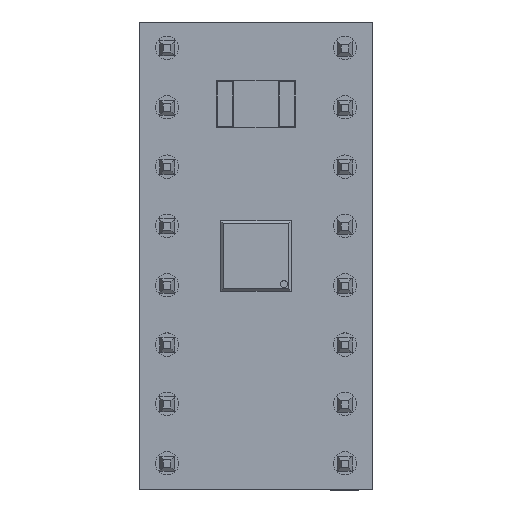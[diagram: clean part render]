
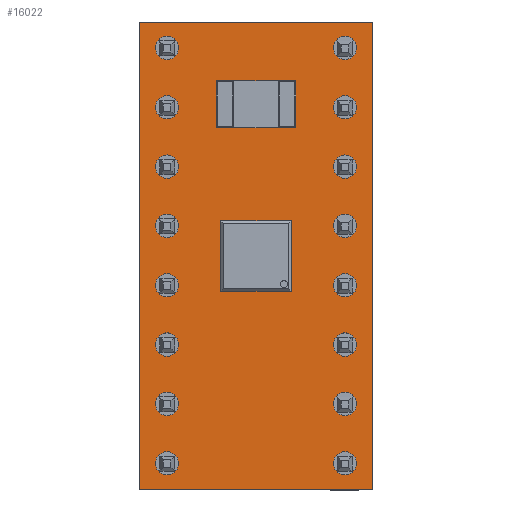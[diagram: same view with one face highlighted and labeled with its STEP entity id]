
A CAD part, top view. The second image highlights one B-rep face of the part: STEP entity #16022.
In plain terms, the highlighted planar face has unit normal (0, 0, 1).
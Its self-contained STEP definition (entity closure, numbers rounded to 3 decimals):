
#15375 = VERTEX_POINT('',#15376);
#15376 = CARTESIAN_POINT('',(-0.51,-5.06,3.53)
  );
#15392 = EDGE_CURVE('',#15375,#15375,#15393,.T.);
#15393 = CIRCLE('',#15394,0.5);
#15394 = AXIS2_PLACEMENT_3D('',#15395,#15396,#15397);
#15395 = CARTESIAN_POINT('',(-0.01,-5.06,
    3.53));
#15396 = DIRECTION('',(0.,-0.,-1.));
#15397 = DIRECTION('',(1.,0.,0.));
#15408 = VERTEX_POINT('',#15409);
#15409 = CARTESIAN_POINT('',(-0.51,-15.22,3.53)
  );
#15425 = EDGE_CURVE('',#15408,#15408,#15426,.T.);
#15426 = CIRCLE('',#15427,0.5);
#15427 = AXIS2_PLACEMENT_3D('',#15428,#15429,#15430);
#15428 = CARTESIAN_POINT('',(-0.01,-15.22,
    3.53));
#15429 = DIRECTION('',(0.,-0.,-1.));
#15430 = DIRECTION('',(1.,0.,0.));
#15441 = VERTEX_POINT('',#15442);
#15442 = CARTESIAN_POINT('',(7.11,-5.06,3.53));
#15458 = EDGE_CURVE('',#15441,#15441,#15459,.T.);
#15459 = CIRCLE('',#15460,0.5);
#15460 = AXIS2_PLACEMENT_3D('',#15461,#15462,#15463);
#15461 = CARTESIAN_POINT('',(7.61,-5.06,3.53));
#15462 = DIRECTION('',(0.,-0.,-1.));
#15463 = DIRECTION('',(1.,0.,0.));
#15474 = VERTEX_POINT('',#15475);
#15475 = CARTESIAN_POINT('',(7.11,-15.22,3.53));
#15491 = EDGE_CURVE('',#15474,#15474,#15492,.T.);
#15492 = CIRCLE('',#15493,0.5);
#15493 = AXIS2_PLACEMENT_3D('',#15494,#15495,#15496);
#15494 = CARTESIAN_POINT('',(7.61,-15.22,3.53));
#15495 = DIRECTION('',(0.,-0.,-1.));
#15496 = DIRECTION('',(1.,0.,0.));
#15507 = VERTEX_POINT('',#15508);
#15508 = CARTESIAN_POINT('',(7.11,-12.68,3.53));
#15524 = EDGE_CURVE('',#15507,#15507,#15525,.T.);
#15525 = CIRCLE('',#15526,0.5);
#15526 = AXIS2_PLACEMENT_3D('',#15527,#15528,#15529);
#15527 = CARTESIAN_POINT('',(7.61,-12.68,3.53));
#15528 = DIRECTION('',(0.,-0.,-1.));
#15529 = DIRECTION('',(1.,0.,0.));
#15540 = VERTEX_POINT('',#15541);
#15541 = CARTESIAN_POINT('',(7.11,-2.52,3.53));
#15557 = EDGE_CURVE('',#15540,#15540,#15558,.T.);
#15558 = CIRCLE('',#15559,0.5);
#15559 = AXIS2_PLACEMENT_3D('',#15560,#15561,#15562);
#15560 = CARTESIAN_POINT('',(7.61,-2.52,3.53));
#15561 = DIRECTION('',(0.,-0.,-1.));
#15562 = DIRECTION('',(1.,0.,0.));
#15573 = VERTEX_POINT('',#15574);
#15574 = CARTESIAN_POINT('',(-0.51,-12.68,3.53)
  );
#15590 = EDGE_CURVE('',#15573,#15573,#15591,.T.);
#15591 = CIRCLE('',#15592,0.5);
#15592 = AXIS2_PLACEMENT_3D('',#15593,#15594,#15595);
#15593 = CARTESIAN_POINT('',(-0.01,-12.68,
    3.53));
#15594 = DIRECTION('',(0.,-0.,-1.));
#15595 = DIRECTION('',(1.,0.,0.));
#15606 = VERTEX_POINT('',#15607);
#15607 = CARTESIAN_POINT('',(-0.51,-2.52,3.53)
  );
#15623 = EDGE_CURVE('',#15606,#15606,#15624,.T.);
#15624 = CIRCLE('',#15625,0.5);
#15625 = AXIS2_PLACEMENT_3D('',#15626,#15627,#15628);
#15626 = CARTESIAN_POINT('',(-0.01,-2.52,
    3.53));
#15627 = DIRECTION('',(0.,-0.,-1.));
#15628 = DIRECTION('',(1.,0.,0.));
#15639 = VERTEX_POINT('',#15640);
#15640 = CARTESIAN_POINT('',(-0.51,-7.6,3.53)
  );
#15656 = EDGE_CURVE('',#15639,#15639,#15657,.T.);
#15657 = CIRCLE('',#15658,0.5);
#15658 = AXIS2_PLACEMENT_3D('',#15659,#15660,#15661);
#15659 = CARTESIAN_POINT('',(-0.01,-7.6,
    3.53));
#15660 = DIRECTION('',(0.,-0.,-1.));
#15661 = DIRECTION('',(1.,0.,0.));
#15672 = VERTEX_POINT('',#15673);
#15673 = CARTESIAN_POINT('',(-0.51,-17.76,3.53)
  );
#15689 = EDGE_CURVE('',#15672,#15672,#15690,.T.);
#15690 = CIRCLE('',#15691,0.5);
#15691 = AXIS2_PLACEMENT_3D('',#15692,#15693,#15694);
#15692 = CARTESIAN_POINT('',(-0.01,-17.76,
    3.53));
#15693 = DIRECTION('',(0.,-0.,-1.));
#15694 = DIRECTION('',(1.,0.,0.));
#15705 = VERTEX_POINT('',#15706);
#15706 = CARTESIAN_POINT('',(7.11,-7.6,3.53));
#15722 = EDGE_CURVE('',#15705,#15705,#15723,.T.);
#15723 = CIRCLE('',#15724,0.5);
#15724 = AXIS2_PLACEMENT_3D('',#15725,#15726,#15727);
#15725 = CARTESIAN_POINT('',(7.61,-7.6,3.53));
#15726 = DIRECTION('',(0.,-0.,-1.));
#15727 = DIRECTION('',(1.,0.,0.));
#15738 = VERTEX_POINT('',#15739);
#15739 = CARTESIAN_POINT('',(7.11,-17.76,3.53));
#15755 = EDGE_CURVE('',#15738,#15738,#15756,.T.);
#15756 = CIRCLE('',#15757,0.5);
#15757 = AXIS2_PLACEMENT_3D('',#15758,#15759,#15760);
#15758 = CARTESIAN_POINT('',(7.61,-17.76,3.53));
#15759 = DIRECTION('',(0.,-0.,-1.));
#15760 = DIRECTION('',(1.,0.,0.));
#15771 = VERTEX_POINT('',#15772);
#15772 = CARTESIAN_POINT('',(7.11,-10.14,3.53));
#15788 = EDGE_CURVE('',#15771,#15771,#15789,.T.);
#15789 = CIRCLE('',#15790,0.5);
#15790 = AXIS2_PLACEMENT_3D('',#15791,#15792,#15793);
#15791 = CARTESIAN_POINT('',(7.61,-10.14,3.53));
#15792 = DIRECTION('',(0.,-0.,-1.));
#15793 = DIRECTION('',(1.,0.,0.));
#15804 = VERTEX_POINT('',#15805);
#15805 = CARTESIAN_POINT('',(7.11,0.02,3.53
    ));
#15821 = EDGE_CURVE('',#15804,#15804,#15822,.T.);
#15822 = CIRCLE('',#15823,0.5);
#15823 = AXIS2_PLACEMENT_3D('',#15824,#15825,#15826);
#15824 = CARTESIAN_POINT('',(7.61,0.02,3.53)
  );
#15825 = DIRECTION('',(0.,-0.,-1.));
#15826 = DIRECTION('',(1.,0.,0.));
#15837 = VERTEX_POINT('',#15838);
#15838 = CARTESIAN_POINT('',(-0.51,-10.14,3.53)
  );
#15854 = EDGE_CURVE('',#15837,#15837,#15855,.T.);
#15855 = CIRCLE('',#15856,0.5);
#15856 = AXIS2_PLACEMENT_3D('',#15857,#15858,#15859);
#15857 = CARTESIAN_POINT('',(-0.01,-10.14,
    3.53));
#15858 = DIRECTION('',(0.,-0.,-1.));
#15859 = DIRECTION('',(1.,0.,0.));
#15870 = VERTEX_POINT('',#15871);
#15871 = CARTESIAN_POINT('',(-0.51,0.02,3.53
    ));
#15887 = EDGE_CURVE('',#15870,#15870,#15888,.T.);
#15888 = CIRCLE('',#15889,0.5);
#15889 = AXIS2_PLACEMENT_3D('',#15890,#15891,#15892);
#15890 = CARTESIAN_POINT('',(-0.01,0.02,
    3.53));
#15891 = DIRECTION('',(0.,-0.,-1.));
#15892 = DIRECTION('',(1.,0.,0.));
#15913 = VERTEX_POINT('',#15914);
#15914 = CARTESIAN_POINT('',(8.8,-18.87,3.53));
#15920 = EDGE_CURVE('',#15921,#15913,#15923,.T.);
#15921 = VERTEX_POINT('',#15922);
#15922 = CARTESIAN_POINT('',(-1.2,-18.87,3.53)
  );
#15923 = LINE('',#15924,#15925);
#15924 = CARTESIAN_POINT('',(-1.2,-18.87,3.53)
  );
#15925 = VECTOR('',#15926,1.);
#15926 = DIRECTION('',(1.,0.,0.));
#15951 = EDGE_CURVE('',#15952,#15921,#15954,.T.);
#15952 = VERTEX_POINT('',#15953);
#15953 = CARTESIAN_POINT('',(-1.2,1.13,3.53));
#15954 = LINE('',#15955,#15956);
#15955 = CARTESIAN_POINT('',(-1.2,1.13,3.53));
#15956 = VECTOR('',#15957,1.);
#15957 = DIRECTION('',(0.,-1.,0.));
#15982 = EDGE_CURVE('',#15983,#15952,#15985,.T.);
#15983 = VERTEX_POINT('',#15984);
#15984 = CARTESIAN_POINT('',(8.8,1.13,3.53));
#15985 = LINE('',#15986,#15987);
#15986 = CARTESIAN_POINT('',(8.8,1.13,3.53));
#15987 = VECTOR('',#15988,1.);
#15988 = DIRECTION('',(-1.,0.,0.));
#16011 = EDGE_CURVE('',#15913,#15983,#16012,.T.);
#16012 = LINE('',#16013,#16014);
#16013 = CARTESIAN_POINT('',(8.8,-18.87,3.53));
#16014 = VECTOR('',#16015,1.);
#16015 = DIRECTION('',(0.,1.,0.));
#16022 = ADVANCED_FACE('',(#16023,#16029,#16032,#16035,#16038,#16041,
    #16044,#16047,#16050,#16053,#16056,#16059,#16062,#16065,#16068,
    #16071,#16074),#16077,.T.);
#16023 = FACE_BOUND('',#16024,.T.);
#16024 = EDGE_LOOP('',(#16025,#16026,#16027,#16028));
#16025 = ORIENTED_EDGE('',*,*,#16011,.T.);
#16026 = ORIENTED_EDGE('',*,*,#15982,.T.);
#16027 = ORIENTED_EDGE('',*,*,#15951,.T.);
#16028 = ORIENTED_EDGE('',*,*,#15920,.T.);
#16029 = FACE_BOUND('',#16030,.T.);
#16030 = EDGE_LOOP('',(#16031));
#16031 = ORIENTED_EDGE('',*,*,#15392,.T.);
#16032 = FACE_BOUND('',#16033,.T.);
#16033 = EDGE_LOOP('',(#16034));
#16034 = ORIENTED_EDGE('',*,*,#15425,.T.);
#16035 = FACE_BOUND('',#16036,.T.);
#16036 = EDGE_LOOP('',(#16037));
#16037 = ORIENTED_EDGE('',*,*,#15458,.T.);
#16038 = FACE_BOUND('',#16039,.T.);
#16039 = EDGE_LOOP('',(#16040));
#16040 = ORIENTED_EDGE('',*,*,#15491,.T.);
#16041 = FACE_BOUND('',#16042,.T.);
#16042 = EDGE_LOOP('',(#16043));
#16043 = ORIENTED_EDGE('',*,*,#15524,.T.);
#16044 = FACE_BOUND('',#16045,.T.);
#16045 = EDGE_LOOP('',(#16046));
#16046 = ORIENTED_EDGE('',*,*,#15557,.T.);
#16047 = FACE_BOUND('',#16048,.T.);
#16048 = EDGE_LOOP('',(#16049));
#16049 = ORIENTED_EDGE('',*,*,#15590,.T.);
#16050 = FACE_BOUND('',#16051,.T.);
#16051 = EDGE_LOOP('',(#16052));
#16052 = ORIENTED_EDGE('',*,*,#15623,.T.);
#16053 = FACE_BOUND('',#16054,.T.);
#16054 = EDGE_LOOP('',(#16055));
#16055 = ORIENTED_EDGE('',*,*,#15656,.T.);
#16056 = FACE_BOUND('',#16057,.T.);
#16057 = EDGE_LOOP('',(#16058));
#16058 = ORIENTED_EDGE('',*,*,#15689,.T.);
#16059 = FACE_BOUND('',#16060,.T.);
#16060 = EDGE_LOOP('',(#16061));
#16061 = ORIENTED_EDGE('',*,*,#15722,.T.);
#16062 = FACE_BOUND('',#16063,.T.);
#16063 = EDGE_LOOP('',(#16064));
#16064 = ORIENTED_EDGE('',*,*,#15755,.T.);
#16065 = FACE_BOUND('',#16066,.T.);
#16066 = EDGE_LOOP('',(#16067));
#16067 = ORIENTED_EDGE('',*,*,#15788,.T.);
#16068 = FACE_BOUND('',#16069,.T.);
#16069 = EDGE_LOOP('',(#16070));
#16070 = ORIENTED_EDGE('',*,*,#15821,.T.);
#16071 = FACE_BOUND('',#16072,.T.);
#16072 = EDGE_LOOP('',(#16073));
#16073 = ORIENTED_EDGE('',*,*,#15854,.T.);
#16074 = FACE_BOUND('',#16075,.T.);
#16075 = EDGE_LOOP('',(#16076));
#16076 = ORIENTED_EDGE('',*,*,#15887,.T.);
#16077 = PLANE('',#16078);
#16078 = AXIS2_PLACEMENT_3D('',#16079,#16080,#16081);
#16079 = CARTESIAN_POINT('',(3.8,-8.87,3.53));
#16080 = DIRECTION('',(0.,0.,1.));
#16081 = DIRECTION('',(-1.,0.,0.));
